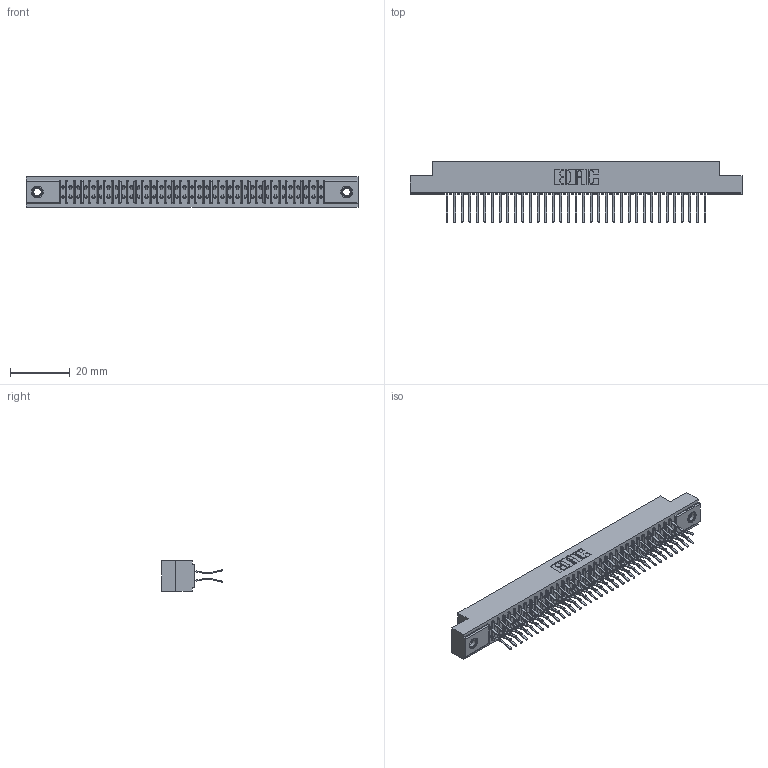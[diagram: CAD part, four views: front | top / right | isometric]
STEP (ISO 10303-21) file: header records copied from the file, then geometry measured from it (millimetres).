
FILE_DESCRIPTION (( 'STEP AP203' ), '1' );
FILE_NAME ('341-070-560-207.STEP', '2018-08-07T19:44:06', ( '' ), ( '' ), 'SwSTEP 2.0', 'SolidWorks 2016', '' );
FILE_SCHEMA (( 'CONFIG_CONTROL_DESIGN' ));
Length unit declared in the file: inch
Products named in the file (4): 341 Part_.156 (3.96) Dia Mounting Holes; 341-292-001_341-292-160; 345-250-001_345-250-005-103; 341-070-560-207
Assembly tree (73 placements, depth 2):
  341-070-560-207
    341 Part_.156 (3.96) Dia Mounting Holes
    341-292-001_341-292-160  x70
    345-250-001_345-250-005-103  x2
Bounding box: 111.12 x 20.37 x 10.16 mm (x, y, z)
Volume: 8255.8 mm3; surface area: 14987.5 mm2
Topology: 73 solids, 73 shells, 5076 faces, 14697 edges, 9530 vertices
Faces by surface type: plane 2900, cylinder 2020, sphere 72, torus 72, cone 12
Entity records: 44615 total; most frequent: CARTESIAN_POINT 7400, ORIENTED_EDGE 7346, DIRECTION 7201, EDGE_CURVE 3673, VECTOR 2951, LINE 2951, VERTEX_POINT 2324, AXIS2_PLACEMENT_3D 2125
